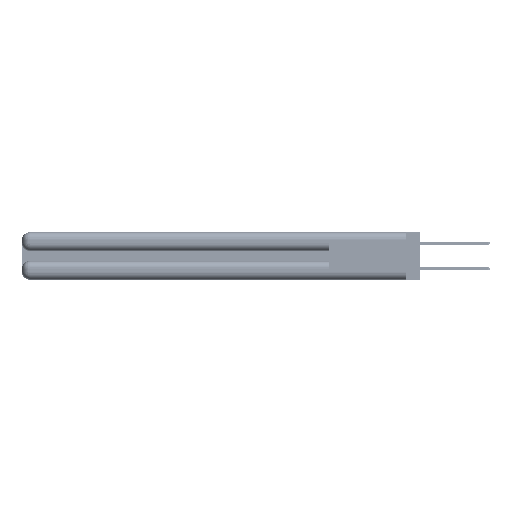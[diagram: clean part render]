
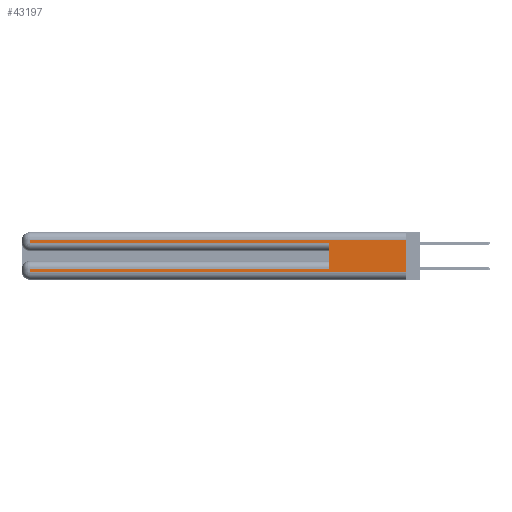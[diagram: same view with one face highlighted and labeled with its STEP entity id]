
A CAD part, left-side view. The second image highlights one B-rep face of the part: STEP entity #43197.
In plain terms, the highlighted planar face has unit normal (-1, 0, 0).
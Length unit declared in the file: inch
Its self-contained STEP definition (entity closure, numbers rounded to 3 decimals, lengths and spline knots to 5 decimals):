
#386 = DIRECTION ( 'NONE',  ( 0., 1., 0. ) ) ;
#407 = FACE_OUTER_BOUND ( 'NONE', #5006, .T. ) ;
#1296 = VECTOR ( 'NONE', #29428, 39.37008 ) ;
#1454 = VECTOR ( 'NONE', #49057, 39.37008 ) ;
#1977 = LINE ( 'NONE', #52117, #17209 ) ;
#3069 = VECTOR ( 'NONE', #386, 39.37008 ) ;
#3251 = ORIENTED_EDGE ( 'NONE', *, *, #48211, .F. ) ;
#3826 = ORIENTED_EDGE ( 'NONE', *, *, #35956, .F. ) ;
#4116 = ORIENTED_EDGE ( 'NONE', *, *, #47126, .T. ) ;
#4257 = AXIS2_PLACEMENT_3D ( 'NONE', #9642, #50452, #47981 ) ;
#4966 = LINE ( 'NONE', #20091, #3069 ) ;
#5006 = EDGE_LOOP ( 'NONE', ( #3826, #52120, #4116, #34732, #3251, #20682, #20001, #10168 ) ) ;
#5206 = DIRECTION ( 'NONE',  ( 0., 1., 0. ) ) ;
#6737 = CARTESIAN_POINT ( 'NONE',  ( 0., 0.6, 0.285 ) ) ;
#9039 = VECTOR ( 'NONE', #22540, 39.37008 ) ;
#9642 = CARTESIAN_POINT ( 'NONE',  ( 0., 0., 0.37 ) ) ;
#10168 = ORIENTED_EDGE ( 'NONE', *, *, #33351, .T. ) ;
#10489 = VERTEX_POINT ( 'NONE', #50316 ) ;
#11615 = LINE ( 'NONE', #12836, #1454 ) ;
#12836 = CARTESIAN_POINT ( 'NONE',  ( 0., 0., 0.285 ) ) ;
#13264 = CARTESIAN_POINT ( 'NONE',  ( 0., 2.94, 0.37 ) ) ;
#15038 = VECTOR ( 'NONE', #41091, 39.37008 ) ;
#15082 = VERTEX_POINT ( 'NONE', #47605 ) ;
#17209 = VECTOR ( 'NONE', #41435, 39.37008 ) ;
#18465 = LINE ( 'NONE', #36329, #1296 ) ;
#20001 = ORIENTED_EDGE ( 'NONE', *, *, #38066, .T. ) ;
#20091 = CARTESIAN_POINT ( 'NONE',  ( 0., 0., 0.31 ) ) ;
#20558 = VERTEX_POINT ( 'NONE', #22941 ) ;
#20682 = ORIENTED_EDGE ( 'NONE', *, *, #32231, .T. ) ;
#22540 = DIRECTION ( 'NONE',  ( 0., 0., -1. ) ) ;
#22941 = CARTESIAN_POINT ( 'NONE',  ( 0., 0., 0.31 ) ) ;
#27619 = VERTEX_POINT ( 'NONE', #40150 ) ;
#28444 = EDGE_CURVE ( 'NONE', #20558, #10489, #4966, .T. ) ;
#29428 = DIRECTION ( 'NONE',  ( 0., 0., -1. ) ) ;
#32143 = EDGE_CURVE ( 'NONE', #15082, #52454, #11615, .T. ) ;
#32231 = EDGE_CURVE ( 'NONE', #36516, #41931, #36372, .T. ) ;
#32416 = CARTESIAN_POINT ( 'NONE',  ( 0., 0., 0.06 ) ) ;
#32575 = CARTESIAN_POINT ( 'NONE',  ( 0., 2.94, 0.085 ) ) ;
#33351 = EDGE_CURVE ( 'NONE', #27619, #42243, #48920, .T. ) ;
#34732 = ORIENTED_EDGE ( 'NONE', *, *, #32143, .T. ) ;
#35113 = VECTOR ( 'NONE', #5206, 39.37008 ) ;
#35956 = EDGE_CURVE ( 'NONE', #20558, #42243, #18465, .T. ) ;
#36329 = CARTESIAN_POINT ( 'NONE',  ( 0., 0., 0.37 ) ) ;
#36372 = LINE ( 'NONE', #49917, #35113 ) ;
#36516 = VERTEX_POINT ( 'NONE', #40912 ) ;
#36624 = VECTOR ( 'NONE', #41676, 39.37008 ) ;
#38066 = EDGE_CURVE ( 'NONE', #41931, #27619, #48072, .T. ) ;
#38759 = CARTESIAN_POINT ( 'NONE',  ( 0., 0., 0.06 ) ) ;
#40150 = CARTESIAN_POINT ( 'NONE',  ( 0., 2.94, 0.06 ) ) ;
#40912 = CARTESIAN_POINT ( 'NONE',  ( 0., 0.6, 0.085 ) ) ;
#41091 = DIRECTION ( 'NONE',  ( 0., -1., 0. ) ) ;
#41435 = DIRECTION ( 'NONE',  ( 0., 0., 1. ) ) ;
#41676 = DIRECTION ( 'NONE',  ( 0., 0., -1. ) ) ;
#41931 = VERTEX_POINT ( 'NONE', #32575 ) ;
#42114 = LINE ( 'NONE', #50415, #9039 ) ;
#42243 = VERTEX_POINT ( 'NONE', #38759 ) ;
#43197 = ADVANCED_FACE ( 'NONE', ( #407 ), #46375, .F. ) ;
#46375 = PLANE ( 'NONE',  #4257 ) ;
#47126 = EDGE_CURVE ( 'NONE', #10489, #15082, #42114, .T. ) ;
#47605 = CARTESIAN_POINT ( 'NONE',  ( 0., 2.94, 0.285 ) ) ;
#47981 = DIRECTION ( 'NONE',  ( 0., 0., -1. ) ) ;
#48072 = LINE ( 'NONE', #13264, #36624 ) ;
#48211 = EDGE_CURVE ( 'NONE', #36516, #52454, #1977, .T. ) ;
#48920 = LINE ( 'NONE', #32416, #15038 ) ;
#49057 = DIRECTION ( 'NONE',  ( 0., -1., 0. ) ) ;
#49917 = CARTESIAN_POINT ( 'NONE',  ( 0., 0., 0.085 ) ) ;
#50316 = CARTESIAN_POINT ( 'NONE',  ( 0., 2.94, 0.31 ) ) ;
#50415 = CARTESIAN_POINT ( 'NONE',  ( 0., 2.94, 0.37 ) ) ;
#50452 = DIRECTION ( 'NONE',  ( 1., 0., 0. ) ) ;
#52117 = CARTESIAN_POINT ( 'NONE',  ( 0., 0.6, 0.145 ) ) ;
#52120 = ORIENTED_EDGE ( 'NONE', *, *, #28444, .T. ) ;
#52454 = VERTEX_POINT ( 'NONE', #6737 ) ;
